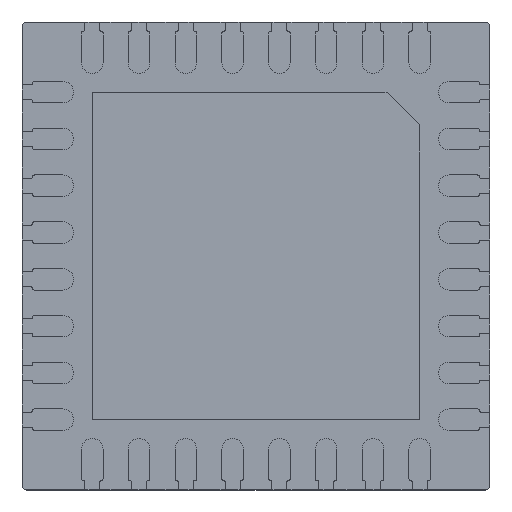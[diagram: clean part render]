
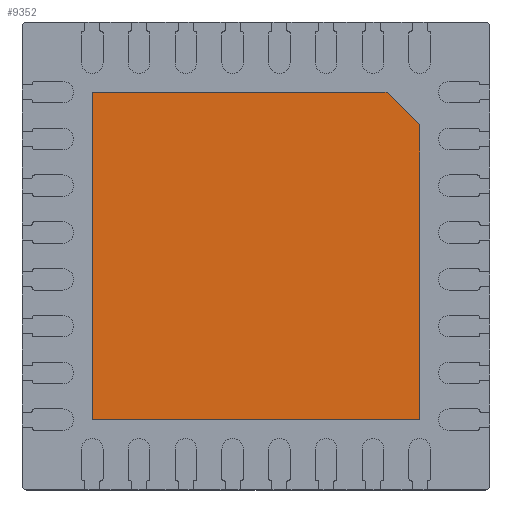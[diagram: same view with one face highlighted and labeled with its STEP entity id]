
A CAD part, top view. The second image highlights one B-rep face of the part: STEP entity #9352.
In plain terms, the highlighted planar face has unit normal (0, 0, 1).
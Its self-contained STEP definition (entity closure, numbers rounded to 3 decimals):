
#9352 = ADVANCED_FACE('',(#9353),#9395,.T.);
#9353 = FACE_BOUND('',#9354,.T.);
#9354 = EDGE_LOOP('',(#9355,#9365,#9373,#9381,#9389));
#9355 = ORIENTED_EDGE('',*,*,#9356,.T.);
#9356 = EDGE_CURVE('',#9357,#9359,#9361,.T.);
#9357 = VERTEX_POINT('',#9358);
#9358 = CARTESIAN_POINT('',(1.75,-1.75,0.85));
#9359 = VERTEX_POINT('',#9360);
#9360 = CARTESIAN_POINT('',(1.75,1.4,0.85));
#9361 = LINE('',#9362,#9363);
#9362 = CARTESIAN_POINT('',(1.75,1.4,0.85));
#9363 = VECTOR('',#9364,1.);
#9364 = DIRECTION('',(0.,1.,0.));
#9365 = ORIENTED_EDGE('',*,*,#9366,.T.);
#9366 = EDGE_CURVE('',#9359,#9367,#9369,.T.);
#9367 = VERTEX_POINT('',#9368);
#9368 = CARTESIAN_POINT('',(1.4,1.75,0.85));
#9369 = LINE('',#9370,#9371);
#9370 = CARTESIAN_POINT('',(1.4,1.75,0.85));
#9371 = VECTOR('',#9372,1.);
#9372 = DIRECTION('',(-0.707,0.707,0.));
#9373 = ORIENTED_EDGE('',*,*,#9374,.T.);
#9374 = EDGE_CURVE('',#9367,#9375,#9377,.T.);
#9375 = VERTEX_POINT('',#9376);
#9376 = CARTESIAN_POINT('',(-1.75,1.75,0.85));
#9377 = LINE('',#9378,#9379);
#9378 = CARTESIAN_POINT('',(-1.75,1.75,0.85));
#9379 = VECTOR('',#9380,1.);
#9380 = DIRECTION('',(-1.,0.,0.));
#9381 = ORIENTED_EDGE('',*,*,#9382,.T.);
#9382 = EDGE_CURVE('',#9375,#9383,#9385,.T.);
#9383 = VERTEX_POINT('',#9384);
#9384 = CARTESIAN_POINT('',(-1.75,-1.75,0.85));
#9385 = LINE('',#9386,#9387);
#9386 = CARTESIAN_POINT('',(-1.75,1.75,0.85));
#9387 = VECTOR('',#9388,1.);
#9388 = DIRECTION('',(0.,-1.,0.));
#9389 = ORIENTED_EDGE('',*,*,#9390,.T.);
#9390 = EDGE_CURVE('',#9383,#9357,#9391,.T.);
#9391 = LINE('',#9392,#9393);
#9392 = CARTESIAN_POINT('',(-1.75,-1.75,0.85));
#9393 = VECTOR('',#9394,1.);
#9394 = DIRECTION('',(1.,0.,0.));
#9395 = PLANE('',#9396);
#9396 = AXIS2_PLACEMENT_3D('',#9397,#9398,#9399);
#9397 = CARTESIAN_POINT('',(0.,0.,0.85));
#9398 = DIRECTION('',(0.,0.,1.));
#9399 = DIRECTION('',(1.,0.,-0.));
